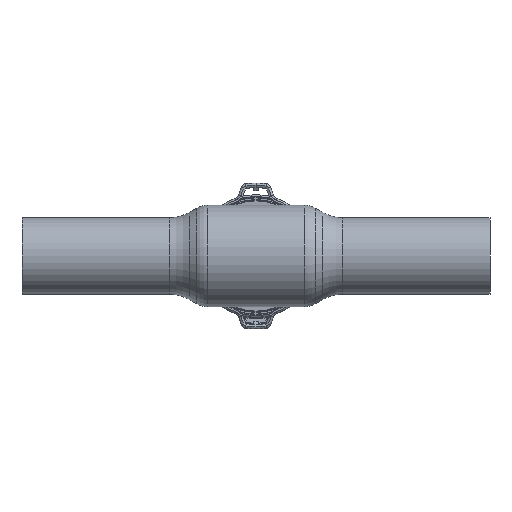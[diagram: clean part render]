
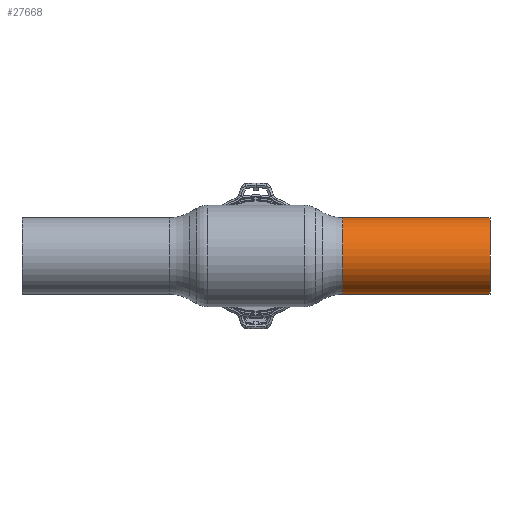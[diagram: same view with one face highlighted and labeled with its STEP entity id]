
A CAD part, front view. The second image highlights one B-rep face of the part: STEP entity #27668.
In plain terms, the highlighted cylindrical face has radius 21.2 mm (diameter 42.4 mm), a partial arc.
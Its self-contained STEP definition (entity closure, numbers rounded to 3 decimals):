
#1819 = VERTEX_POINT ( 'NONE', #20694 ) ;
#2540 = ORIENTED_EDGE ( 'NONE', *, *, #25902, .T. ) ;
#3121 = EDGE_CURVE ( 'NONE', #7959, #6493, #27867, .T. ) ;
#4688 = EDGE_CURVE ( 'NONE', #6493, #31081, #16252, .T. ) ;
#6493 = VERTEX_POINT ( 'NONE', #34150 ) ;
#7118 = DIRECTION ( 'NONE',  ( 0., 0., 1. ) ) ;
#7460 = DIRECTION ( 'NONE',  ( 1., 0., 0. ) ) ;
#7959 = VERTEX_POINT ( 'NONE', #19883 ) ;
#10187 = DIRECTION ( 'NONE',  ( -1., 0., 0. ) ) ;
#10812 = DIRECTION ( 'NONE',  ( -1., 0., 0. ) ) ;
#10863 = CIRCLE ( 'NONE', #19824, 21.2 ) ;
#11588 = VECTOR ( 'NONE', #31797, 1000. ) ;
#12976 = CARTESIAN_POINT ( 'NONE',  ( 48.106, 0., 0. ) ) ;
#13350 = EDGE_CURVE ( 'NONE', #31081, #1819, #10863, .T. ) ;
#13360 = AXIS2_PLACEMENT_3D ( 'NONE', #23516, #15179, #7118 ) ;
#13439 = CARTESIAN_POINT ( 'NONE',  ( -62.69, 0., 21.2 ) ) ;
#14277 = ORIENTED_EDGE ( 'NONE', *, *, #13350, .F. ) ;
#14458 = FACE_OUTER_BOUND ( 'NONE', #21586, .T. ) ;
#15179 = DIRECTION ( 'NONE',  ( -1., 0., 0. ) ) ;
#16252 = LINE ( 'NONE', #34372, #11588 ) ;
#16624 = ORIENTED_EDGE ( 'NONE', *, *, #4688, .F. ) ;
#19824 = AXIS2_PLACEMENT_3D ( 'NONE', #12976, #10187, #21040 ) ;
#19883 = CARTESIAN_POINT ( 'NONE',  ( 130., 0., 21.2 ) ) ;
#20604 = DIRECTION ( 'NONE',  ( 0., 0., -1. ) ) ;
#20694 = CARTESIAN_POINT ( 'NONE',  ( 48.106, 0., 21.2 ) ) ;
#21040 = DIRECTION ( 'NONE',  ( 0., 0., 1. ) ) ;
#21445 = CARTESIAN_POINT ( 'NONE',  ( 48.106, 0., -21.2 ) ) ;
#21586 = EDGE_LOOP ( 'NONE', ( #16624, #26905, #2540, #14277 ) ) ;
#22662 = CYLINDRICAL_SURFACE ( 'NONE', #13360, 21.2 ) ;
#23516 = CARTESIAN_POINT ( 'NONE',  ( -62.69, 0., 0. ) ) ;
#25902 = EDGE_CURVE ( 'NONE', #7959, #1819, #26221, .T. ) ;
#26221 = LINE ( 'NONE', #13439, #31192 ) ;
#26905 = ORIENTED_EDGE ( 'NONE', *, *, #3121, .F. ) ;
#27668 = ADVANCED_FACE ( 'NONE', ( #14458 ), #22662, .T. ) ;
#27867 = CIRCLE ( 'NONE', #32313, 21.2 ) ;
#30894 = CARTESIAN_POINT ( 'NONE',  ( 130., 0., 0. ) ) ;
#31081 = VERTEX_POINT ( 'NONE', #21445 ) ;
#31192 = VECTOR ( 'NONE', #10812, 1000. ) ;
#31797 = DIRECTION ( 'NONE',  ( -1., 0., 0. ) ) ;
#32313 = AXIS2_PLACEMENT_3D ( 'NONE', #30894, #7460, #20604 ) ;
#34150 = CARTESIAN_POINT ( 'NONE',  ( 130., 0., -21.2 ) ) ;
#34372 = CARTESIAN_POINT ( 'NONE',  ( -62.69, 0., -21.2 ) ) ;
